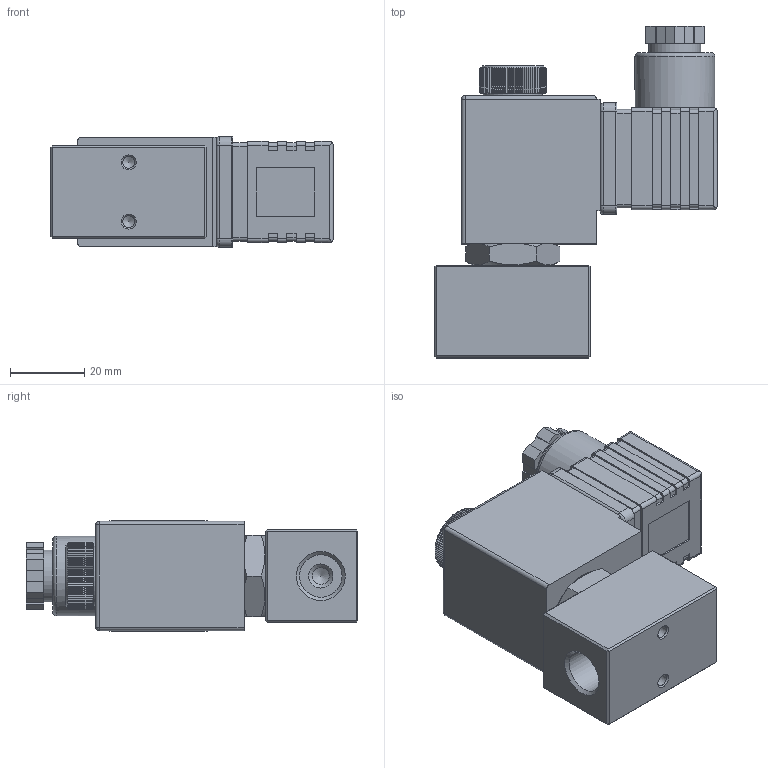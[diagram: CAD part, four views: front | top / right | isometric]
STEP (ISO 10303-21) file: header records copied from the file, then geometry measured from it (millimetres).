
FILE_DESCRIPTION((''),'2;1');
FILE_NAME('MD3A30P008F23050.stp','2022-01-19T11:00:24',('RL'),(''),'Autodesk Inventor 2012','Autodesk Inventor 2012','');
FILE_SCHEMA(('AUTOMOTIVE_DESIGN { 1 0 10303 214 1 1 1 1 }'));
Length unit declared in the file: millimetre
Products named in the file (3): MD3A30P008F230/50; MD3A30E008F23050; GDA09 (1)
Assembly tree (2 placements, depth 2):
  MD3A30P008F230/50
    MD3A30E008F23050
    GDA09 (1)
Bounding box: 76.1 x 89.45 x 29.8 mm (x, y, z)
Volume: 97969.4 mm3; surface area: 25734.5 mm2
Topology: 3 solids, 3 shells, 554 faces, 1477 edges, 959 vertices
Faces by surface type: plane 436, cylinder 90, cone 15, torus 11, sphere 2
Full cylindrical faces by diameter (mm): 1.7 x3, 2.459 x1, 3 x1, 3.2 x1, 3.242 x2, 4.5 x1, 5.5 x1, 6.6 x2, 7 x1, 8.5 x1, 10.5 x1, 11.445 x2, 11.917 x1, 14 x1, 16 x1, 18 x1, 21.5 x1, 22 x1, 23.1 x1
Entity records: 17041 total; most frequent: CARTESIAN_POINT 3726, ORIENTED_EDGE 2856, DIRECTION 2376, EDGE_CURVE 1428, VERTEX_POINT 950, VECTOR 844, LINE 844, AXIS2_PLACEMENT_3D 766
